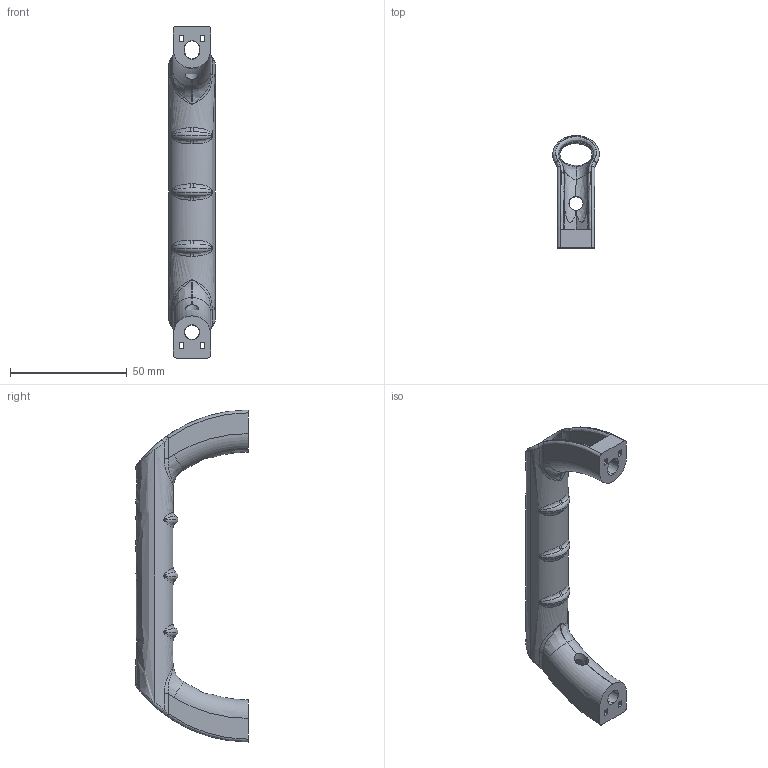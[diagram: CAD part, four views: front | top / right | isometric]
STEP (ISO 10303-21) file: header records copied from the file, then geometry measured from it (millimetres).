
FILE_DESCRIPTION(('STEP AP214'),'1');
FILE_NAME('fath_092300.stp','2017-09-19T13:47:03',('TraceParts'),('TraceParts S.A.'),'Spatial InterOp 3D',' ',' ');
FILE_SCHEMA(('automotive_design'));
Length unit declared in the file: millimetre
Products named in the file (1): fath_092300
Bounding box: 20 x 48 x 142 mm (x, y, z)
Volume: 23152.2 mm3; surface area: 16860.9 mm2
Topology: 1 solids, 1 shells, 138 faces, 383 edges, 236 vertices
Faces by surface type: bspline 62, plane 38, cylinder 18, torus 14, cone 6
Entity records: 10458 total; most frequent: CARTESIAN_POINT 6351, ORIENTED_EDGE 758, DIRECTION 446, EDGE_CURVE 379, VERTEX_POINT 236, AXIS2_PLACEMENT_3D 166, B_SPLINE_CURVE_WITH_KNOTS 156, EDGE_LOOP 149
